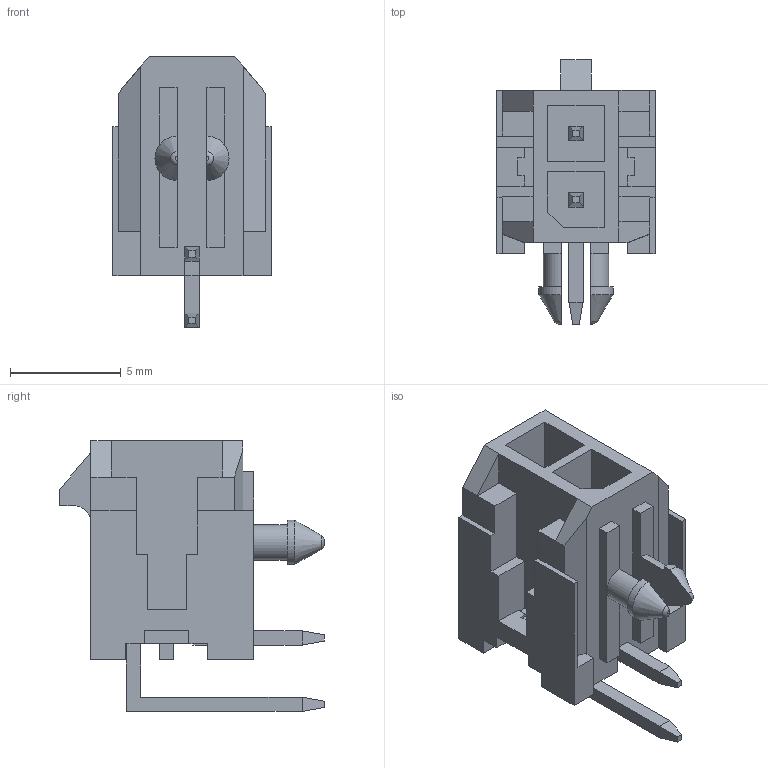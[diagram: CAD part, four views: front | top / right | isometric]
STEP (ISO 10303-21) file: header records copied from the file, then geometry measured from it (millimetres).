
FILE_DESCRIPTION (( 'STEP AP214' ), '1' );
FILE_NAME ('B54A2CEA-7CD5-4759-88FD-98D4618D5D57.STEP', '2024-05-26T19:37:29', ( '' ), ( '' ), 'SwSTEP 2.0', 'SolidWorks 2022', '' );
FILE_SCHEMA (( 'AUTOMOTIVE_DESIGN' ));
Length unit declared in the file: millimetre
Products named in the file (1): B54A2CEA-7CD5-4759-88FD-98D4618D5D57
Bounding box: 7.15 x 11.95 x 12.24 mm (x, y, z)
Volume: 320.9 mm3; surface area: 680.3 mm2
Topology: 1 solids, 1 shells, 192 faces, 504 edges, 321 vertices
Faces by surface type: plane 183, cylinder 5, torus 2, cone 2
Entity records: 5841 total; most frequent: CARTESIAN_POINT 1083, ORIENTED_EDGE 1008, DIRECTION 906, EDGE_CURVE 504, VECTOR 484, LINE 484, VERTEX_POINT 321, AXIS2_PLACEMENT_3D 211
